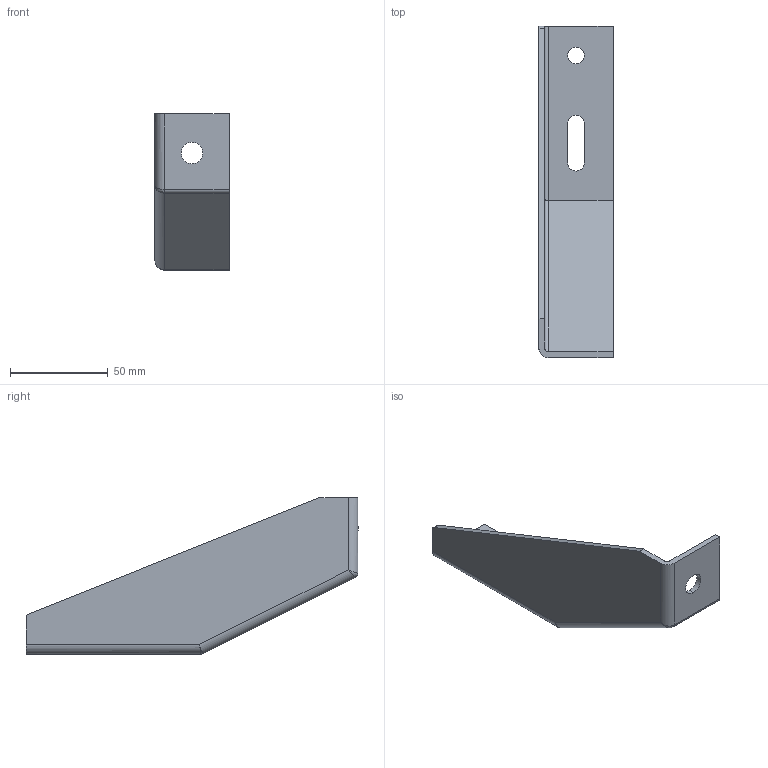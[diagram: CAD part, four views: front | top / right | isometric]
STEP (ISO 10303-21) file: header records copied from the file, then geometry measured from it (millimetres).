
FILE_DESCRIPTION (( 'STEP AP203' ), '1' );
FILE_NAME ('5.51.L.STEP', '2014-05-20T06:11:13', ( 'USER' ), ( 'Microsoft' ), 'SwSTEP 2.0', 'SolidWorks 2012', '' );
FILE_SCHEMA (( 'CONFIG_CONTROL_DESIGN' ));
Length unit declared in the file: millimetre
Products named in the file (1): 5.51.L
Bounding box: 38 x 170 x 80 mm (x, y, z)
Volume: 43142.1 mm3; surface area: 30602 mm2
Topology: 1 solids, 1 shells, 31 faces, 81 edges, 50 vertices
Faces by surface type: cylinder 15, plane 14, bspline 2
Entity records: 1082 total; most frequent: CARTESIAN_POINT 249, ORIENTED_EDGE 158, DIRECTION 155, EDGE_CURVE 79, AXIS2_PLACEMENT_3D 52, LINE 51, VECTOR 51, VERTEX_POINT 50
